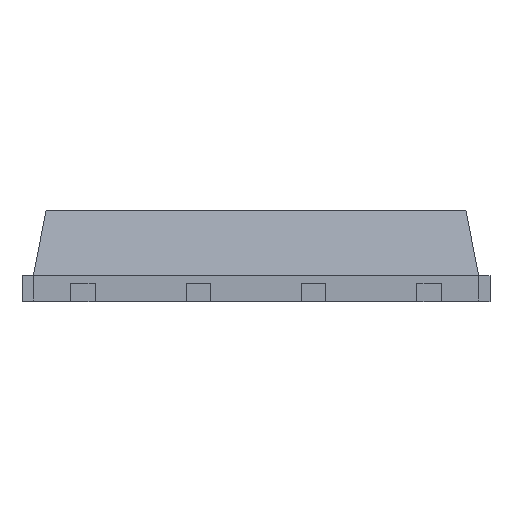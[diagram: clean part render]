
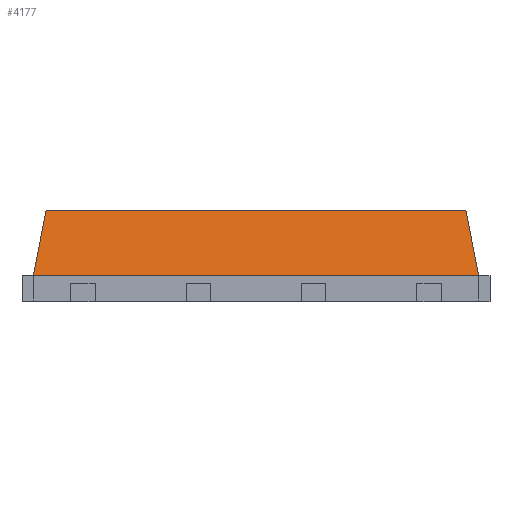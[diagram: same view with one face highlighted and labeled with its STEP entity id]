
A CAD part, front view. The second image highlights one B-rep face of the part: STEP entity #4177.
In plain terms, the highlighted planar face has unit normal (0, -0.982, 0.191).
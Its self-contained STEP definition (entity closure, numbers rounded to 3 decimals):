
#118 = VECTOR ( 'NONE', #5988, 1000. ) ;
#389 = VECTOR ( 'NONE', #18926, 1000. ) ;
#1087 = FACE_OUTER_BOUND ( 'NONE', #9941, .T. ) ;
#1598 = ORIENTED_EDGE ( 'NONE', *, *, #3236, .F. ) ;
#1690 = VERTEX_POINT ( 'NONE', #7744 ) ;
#2177 = PLANE ( 'NONE',  #14015 ) ;
#3025 = CARTESIAN_POINT ( 'NONE',  ( -2.45, -2.95, 0.28 ) ) ;
#3236 = EDGE_CURVE ( 'NONE', #15650, #6047, #4026, .T. ) ;
#3327 = EDGE_CURVE ( 'NONE', #6047, #1690, #18830, .T. ) ;
#3626 = DIRECTION ( 'NONE',  ( 0., -0.191, -0.982 ) ) ;
#3766 = EDGE_CURVE ( 'NONE', #8354, #1690, #8984, .T. ) ;
#4005 = CARTESIAN_POINT ( 'NONE',  ( -2.45, -2.95, 0.28 ) ) ;
#4026 = LINE ( 'NONE', #14324, #7786 ) ;
#4177 = ADVANCED_FACE ( 'NONE', ( #1087 ), #2177, .T. ) ;
#4472 = LINE ( 'NONE', #3025, #17845 ) ;
#5464 = CARTESIAN_POINT ( 'NONE',  ( -2.45, -2.95, 0.28 ) ) ;
#5870 = ORIENTED_EDGE ( 'NONE', *, *, #12818, .T. ) ;
#5988 = DIRECTION ( 'NONE',  ( 1., 0., 0. ) ) ;
#6047 = VERTEX_POINT ( 'NONE', #13323 ) ;
#7331 = CARTESIAN_POINT ( 'NONE',  ( -2.45, -2.95, 0.28 ) ) ;
#7402 = CARTESIAN_POINT ( 'NONE',  ( 2.45, -2.95, 0.28 ) ) ;
#7744 = CARTESIAN_POINT ( 'NONE',  ( 2.45, -2.95, 0.28 ) ) ;
#7786 = VECTOR ( 'NONE', #8172, 1000. ) ;
#8172 = DIRECTION ( 'NONE',  ( 1., 0., 0. ) ) ;
#8354 = VERTEX_POINT ( 'NONE', #5464 ) ;
#8984 = LINE ( 'NONE', #7331, #118 ) ;
#9941 = EDGE_LOOP ( 'NONE', ( #16055, #14721, #1598, #5870 ) ) ;
#12688 = CARTESIAN_POINT ( 'NONE',  ( -2.31, -2.81, 1. ) ) ;
#12818 = EDGE_CURVE ( 'NONE', #15650, #8354, #4472, .T. ) ;
#13323 = CARTESIAN_POINT ( 'NONE',  ( 2.31, -2.81, 1. ) ) ;
#14015 = AXIS2_PLACEMENT_3D ( 'NONE', #4005, #16900, #3626 ) ;
#14324 = CARTESIAN_POINT ( 'NONE',  ( -2.45, -2.81, 1. ) ) ;
#14721 = ORIENTED_EDGE ( 'NONE', *, *, #3327, .F. ) ;
#14845 = DIRECTION ( 'NONE',  ( -0.187, -0.187, -0.964 ) ) ;
#15650 = VERTEX_POINT ( 'NONE', #12688 ) ;
#16055 = ORIENTED_EDGE ( 'NONE', *, *, #3766, .T. ) ;
#16900 = DIRECTION ( 'NONE',  ( 0., -0.982, 0.191 ) ) ;
#17845 = VECTOR ( 'NONE', #14845, 1000. ) ;
#18830 = LINE ( 'NONE', #7402, #389 ) ;
#18926 = DIRECTION ( 'NONE',  ( 0.187, -0.187, -0.964 ) ) ;
